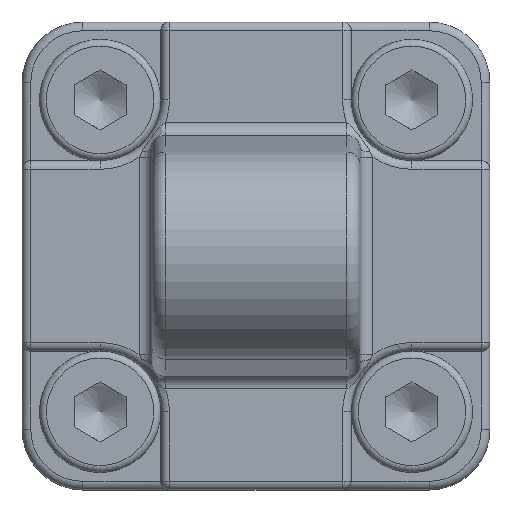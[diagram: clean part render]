
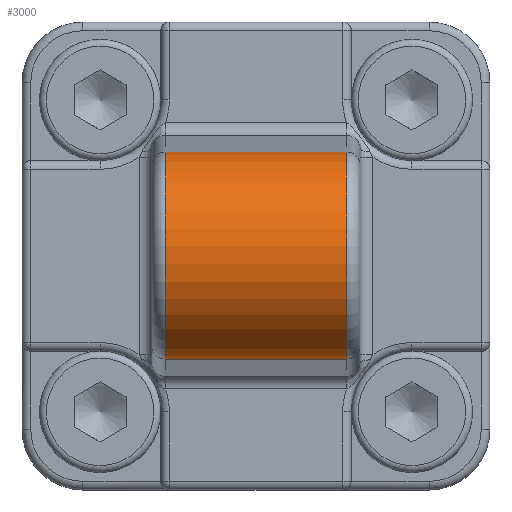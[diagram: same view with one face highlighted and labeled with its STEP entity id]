
A CAD part, top view. The second image highlights one B-rep face of the part: STEP entity #3000.
In plain terms, the highlighted cylindrical face has radius 6 mm (diameter 12 mm), a partial arc.
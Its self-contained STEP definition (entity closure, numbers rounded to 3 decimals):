
#194=CYLINDRICAL_SURFACE('',#3307,6.);
#311=FACE_OUTER_BOUND('',#491,.T.);
#491=EDGE_LOOP('',(#2291,#2292,#2293,#2294));
#611=LINE('',#5049,#789);
#674=LINE('',#5305,#852);
#789=VECTOR('',#3653,10.);
#852=VECTOR('',#3982,10.);
#951=CIRCLE('',#3129,6.);
#958=CIRCLE('',#3139,6.);
#1163=VERTEX_POINT('',#4600);
#1164=VERTEX_POINT('',#4604);
#1175=VERTEX_POINT('',#4759);
#1176=VERTEX_POINT('',#4763);
#1442=EDGE_CURVE('',#1163,#1164,#951,.T.);
#1459=EDGE_CURVE('',#1175,#1176,#958,.T.);
#1508=EDGE_CURVE('',#1163,#1176,#611,.T.);
#1640=EDGE_CURVE('',#1175,#1164,#674,.T.);
#2291=ORIENTED_EDGE('',*,*,#1442,.F.);
#2292=ORIENTED_EDGE('',*,*,#1508,.T.);
#2293=ORIENTED_EDGE('',*,*,#1459,.F.);
#2294=ORIENTED_EDGE('',*,*,#1640,.T.);
#3000=ADVANCED_FACE('',(#311),#194,.T.);
#3129=AXIS2_PLACEMENT_3D('',#4606,#3548,#3549);
#3139=AXIS2_PLACEMENT_3D('',#4765,#3570,#3571);
#3307=AXIS2_PLACEMENT_3D('',#5306,#3983,#3984);
#3548=DIRECTION('center_axis',(1.,0.,0.));
#3549=DIRECTION('ref_axis',(0.,0.,1.));
#3570=DIRECTION('center_axis',(-1.,0.,0.));
#3571=DIRECTION('ref_axis',(0.,0.,1.));
#3653=DIRECTION('',(-1.,0.,0.));
#3982=DIRECTION('',(1.,0.,0.));
#3983=DIRECTION('center_axis',(1.,0.,0.));
#3984=DIRECTION('ref_axis',(0.,-0.995,0.097));
#4600=CARTESIAN_POINT('',(5.25,5.972,16.58));
#4604=CARTESIAN_POINT('',(5.25,-5.972,16.58));
#4606=CARTESIAN_POINT('Origin',(5.25,0.,16.));
#4759=CARTESIAN_POINT('',(-5.25,-5.972,16.58));
#4763=CARTESIAN_POINT('',(-5.25,5.972,16.58));
#4765=CARTESIAN_POINT('Origin',(-5.25,0.,16.));
#5049=CARTESIAN_POINT('',(0.,5.972,16.58));
#5305=CARTESIAN_POINT('',(0.,-5.972,16.58));
#5306=CARTESIAN_POINT('Origin',(0.,0.,16.));
